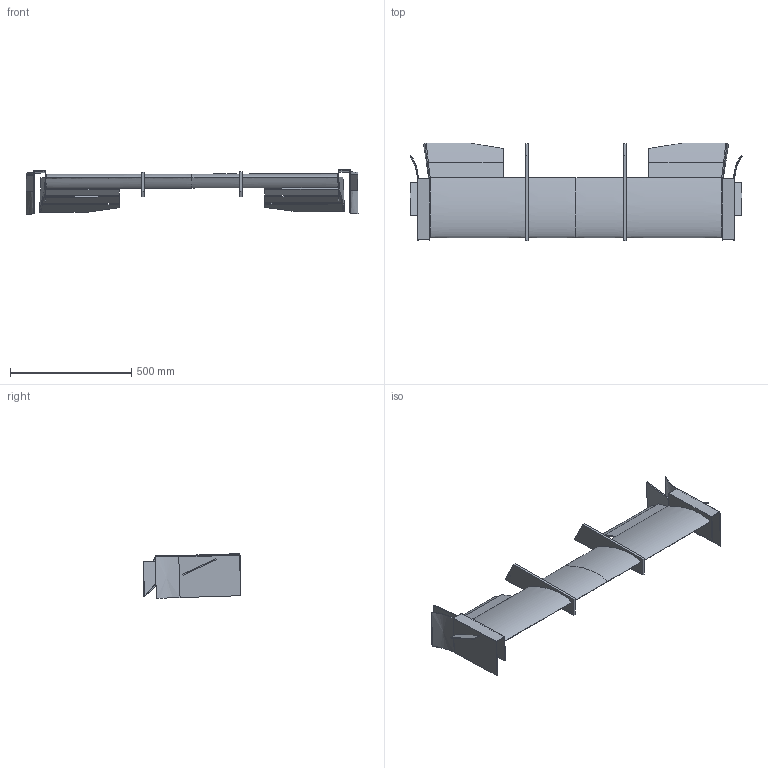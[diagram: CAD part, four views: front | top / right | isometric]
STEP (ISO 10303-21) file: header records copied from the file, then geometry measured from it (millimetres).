
FILE_DESCRIPTION(('CATIA V5 STEP Exchange'),'2;1');
FILE_NAME('frontwing.stp','2018-11-21T19:14:22+00:00',('none'),('none'),'CATIA Version 5 Release 17 (IN-10)','CATIA V5 STEP AP203','none');
FILE_SCHEMA(('CONFIG_CONTROL_DESIGN'));
Length unit declared in the file: millimetre
Products named in the file (1): frontwing
Assembly tree (8 placements, depth 2):
  frontwing
    #56
    #2503
    #2873
    #5983
    #6562
    #9009
    #9379
    #12489
Bounding box: 1366.35 x 402.02 x 183.76 mm (x, y, z)
Volume: 6504016.6 mm3; surface area: 1500994.2 mm2
Topology: 10 solids, 10 shells, 126 faces, 288 edges, 184 vertices
Faces by surface type: plane 102, cylinder 12, bspline 8, extrusion 4
Entity records: 13043 total; most frequent: CARTESIAN_POINT 10122, ORIENTED_EDGE 576, DIRECTION 496, EDGE_CURVE 288, VECTOR 236, LINE 232, VERTEX_POINT 184, AXIS2_PLACEMENT_3D 142
